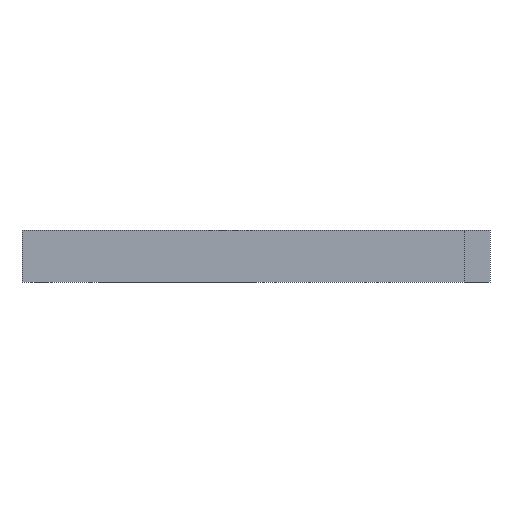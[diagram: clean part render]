
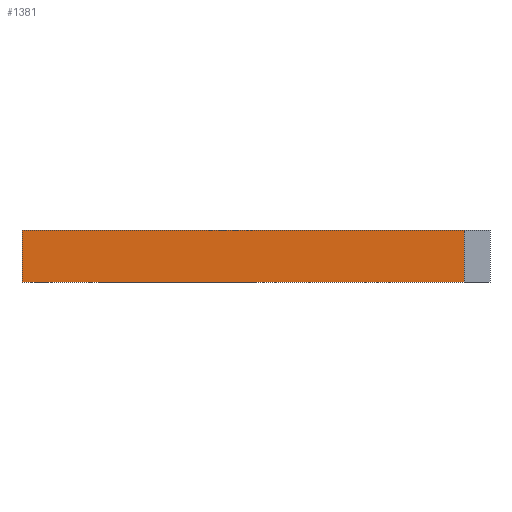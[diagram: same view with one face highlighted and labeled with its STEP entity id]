
A CAD part, left-side view. The second image highlights one B-rep face of the part: STEP entity #1381.
In plain terms, the highlighted planar face has unit normal (-1, 0, 0).
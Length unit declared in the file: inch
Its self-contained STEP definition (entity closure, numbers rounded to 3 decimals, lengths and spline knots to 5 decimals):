
#11 = CARTESIAN_POINT ( 'NONE',  ( -3.25, 4.5, 1. ) ) ;
#26 = DIRECTION ( 'NONE',  ( 1., 0., 0. ) ) ;
#49 = CARTESIAN_POINT ( 'NONE',  ( -3.25, 4.5, 0. ) ) ;
#76 = ORIENTED_EDGE ( 'NONE', *, *, #329, .T. ) ;
#91 = EDGE_LOOP ( 'NONE', ( #76, #219, #178, #1229 ) ) ;
#141 = CARTESIAN_POINT ( 'NONE',  ( -3.25, -4.5, 1. ) ) ;
#178 = ORIENTED_EDGE ( 'NONE', *, *, #1670, .F. ) ;
#219 = ORIENTED_EDGE ( 'NONE', *, *, #260, .T. ) ;
#245 = DIRECTION ( 'NONE',  ( 0., 0., 1. ) ) ;
#260 = EDGE_CURVE ( 'NONE', #1767, #1628, #1559, .T. ) ;
#271 = CARTESIAN_POINT ( 'NONE',  ( -3.25, -4., 1. ) ) ;
#329 = EDGE_CURVE ( 'NONE', #1176, #1767, #886, .T. ) ;
#333 = CARTESIAN_POINT ( 'NONE',  ( -3.25, -4., 1. ) ) ;
#343 = VECTOR ( 'NONE', #1674, 39.37008 ) ;
#354 = CARTESIAN_POINT ( 'NONE',  ( -3.25, 4.5, 1. ) ) ;
#562 = VERTEX_POINT ( 'NONE', #354 ) ;
#633 = CARTESIAN_POINT ( 'NONE',  ( -3.25, -4., 0. ) ) ;
#699 = FACE_OUTER_BOUND ( 'NONE', #91, .T. ) ;
#706 = DIRECTION ( 'NONE',  ( 0., 0., -1. ) ) ;
#743 = CARTESIAN_POINT ( 'NONE',  ( -3.25, -4.5, 0. ) ) ;
#852 = PLANE ( 'NONE',  #1677 ) ;
#886 = LINE ( 'NONE', #743, #343 ) ;
#911 = CARTESIAN_POINT ( 'NONE',  ( -3.25, -4.5, 1. ) ) ;
#1059 = DIRECTION ( 'NONE',  ( 0., -1., 0. ) ) ;
#1176 = VERTEX_POINT ( 'NONE', #49 ) ;
#1199 = LINE ( 'NONE', #911, #1652 ) ;
#1229 = ORIENTED_EDGE ( 'NONE', *, *, #1433, .T. ) ;
#1254 = LINE ( 'NONE', #11, #1399 ) ;
#1381 = ADVANCED_FACE ( 'NONE', ( #699 ), #852, .F. ) ;
#1399 = VECTOR ( 'NONE', #1541, 39.37008 ) ;
#1433 = EDGE_CURVE ( 'NONE', #562, #1176, #1254, .T. ) ;
#1541 = DIRECTION ( 'NONE',  ( 0., 0., -1. ) ) ;
#1554 = VECTOR ( 'NONE', #245, 39.37008 ) ;
#1559 = LINE ( 'NONE', #271, #1554 ) ;
#1628 = VERTEX_POINT ( 'NONE', #333 ) ;
#1652 = VECTOR ( 'NONE', #1059, 39.37008 ) ;
#1670 = EDGE_CURVE ( 'NONE', #562, #1628, #1199, .T. ) ;
#1674 = DIRECTION ( 'NONE',  ( 0., -1., 0. ) ) ;
#1677 = AXIS2_PLACEMENT_3D ( 'NONE', #141, #26, #706 ) ;
#1767 = VERTEX_POINT ( 'NONE', #633 ) ;
